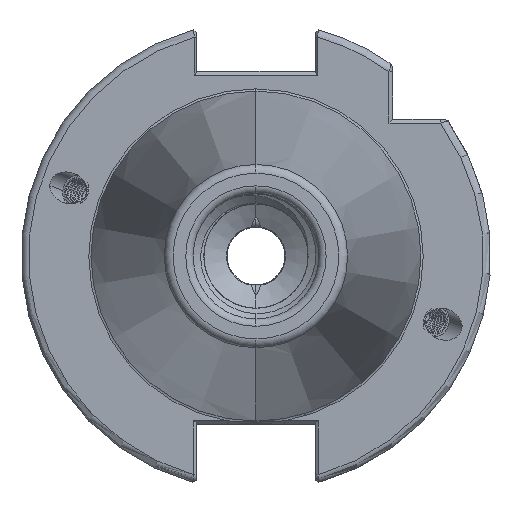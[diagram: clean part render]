
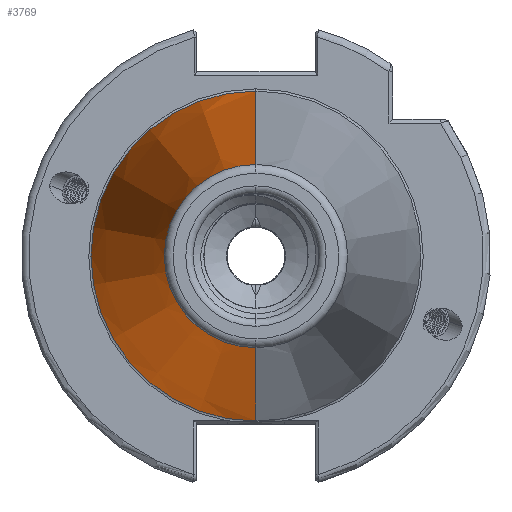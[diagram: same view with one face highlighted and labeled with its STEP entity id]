
A CAD part, left-side view. The second image highlights one B-rep face of the part: STEP entity #3769.
In plain terms, the highlighted conical face has half-angle 8.297 degrees and reference radius 22.692 mm.
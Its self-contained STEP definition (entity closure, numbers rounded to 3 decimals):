
#96 = AXIS2_PLACEMENT_3D ( 'NONE', #16214, #16218, #16215 ) ;
#1725 = LINE ( 'NONE', #10620, #1766 ) ;
#1766 = VECTOR ( 'NONE', #10614, 1000. ) ;
#1774 = VECTOR ( 'NONE', #10836, 1000. ) ;
#1794 = LINE ( 'NONE', #10808, #1774 ) ;
#1805 = CIRCLE ( 'NONE', #9251, 22.327 ) ;
#1826 = CIRCLE ( 'NONE', #9213, 12.4 ) ;
#3769 = ADVANCED_FACE ( 'NONE', ( #16578 ), #16582, .T. ) ;
#7081 = VERTEX_POINT ( 'NONE', #9812 ) ;
#7091 = VERTEX_POINT ( 'NONE', #9829 ) ;
#7102 = VERTEX_POINT ( 'NONE', #9836 ) ;
#7188 = VERTEX_POINT ( 'NONE', #9899 ) ;
#7560 = EDGE_LOOP ( 'NONE', ( #11563, #11654, #11629, #11630 ) ) ;
#9213 = AXIS2_PLACEMENT_3D ( 'NONE', #10744, #10797, #10743 ) ;
#9251 = AXIS2_PLACEMENT_3D ( 'NONE', #10717, #10731, #10714 ) ;
#9812 = CARTESIAN_POINT ( 'NONE',  ( -70.573, 0., -12.4 ) ) ;
#9829 = CARTESIAN_POINT ( 'NONE',  ( -2.5, 0., 22.327 ) ) ;
#9836 = CARTESIAN_POINT ( 'NONE',  ( -70.573, 0., 12.4 ) ) ;
#9899 = CARTESIAN_POINT ( 'NONE',  ( -2.5, 0., -22.327 ) ) ;
#10614 = DIRECTION ( 'NONE',  ( 0.99, 0., -0.144 ) ) ;
#10620 = CARTESIAN_POINT ( 'NONE',  ( 0., 0., -22.692 ) ) ;
#10714 = DIRECTION ( 'NONE',  ( 0., 0., -1. ) ) ;
#10717 = CARTESIAN_POINT ( 'NONE',  ( -2.5, 0., 0. ) ) ;
#10731 = DIRECTION ( 'NONE',  ( 1., 0., 0. ) ) ;
#10743 = DIRECTION ( 'NONE',  ( 0., 0., 1. ) ) ;
#10744 = CARTESIAN_POINT ( 'NONE',  ( -70.573, 0., 0. ) ) ;
#10797 = DIRECTION ( 'NONE',  ( 1., 0., 0. ) ) ;
#10808 = CARTESIAN_POINT ( 'NONE',  ( 0., 0., 22.692 ) ) ;
#10836 = DIRECTION ( 'NONE',  ( 0.99, 0., 0.144 ) ) ;
#11563 = ORIENTED_EDGE ( 'NONE', *, *, #21575, .T. ) ;
#11629 = ORIENTED_EDGE ( 'NONE', *, *, #21563, .F. ) ;
#11630 = ORIENTED_EDGE ( 'NONE', *, *, #21542, .F. ) ;
#11654 = ORIENTED_EDGE ( 'NONE', *, *, #21586, .T. ) ;
#16214 = CARTESIAN_POINT ( 'NONE',  ( 0., 0., 0. ) ) ;
#16215 = DIRECTION ( 'NONE',  ( 0., 0., -1. ) ) ;
#16218 = DIRECTION ( 'NONE',  ( 1., 0., 0. ) ) ;
#16578 = FACE_OUTER_BOUND ( 'NONE', #7560, .T. ) ;
#16582 = CONICAL_SURFACE ( 'NONE', #96, 22.692, 0.145 ) ;
#21542 = EDGE_CURVE ( 'NONE', #7081, #7188, #1725, .T. ) ;
#21563 = EDGE_CURVE ( 'NONE', #7188, #7091, #1805, .T. ) ;
#21575 = EDGE_CURVE ( 'NONE', #7081, #7102, #1826, .T. ) ;
#21586 = EDGE_CURVE ( 'NONE', #7102, #7091, #1794, .T. ) ;
